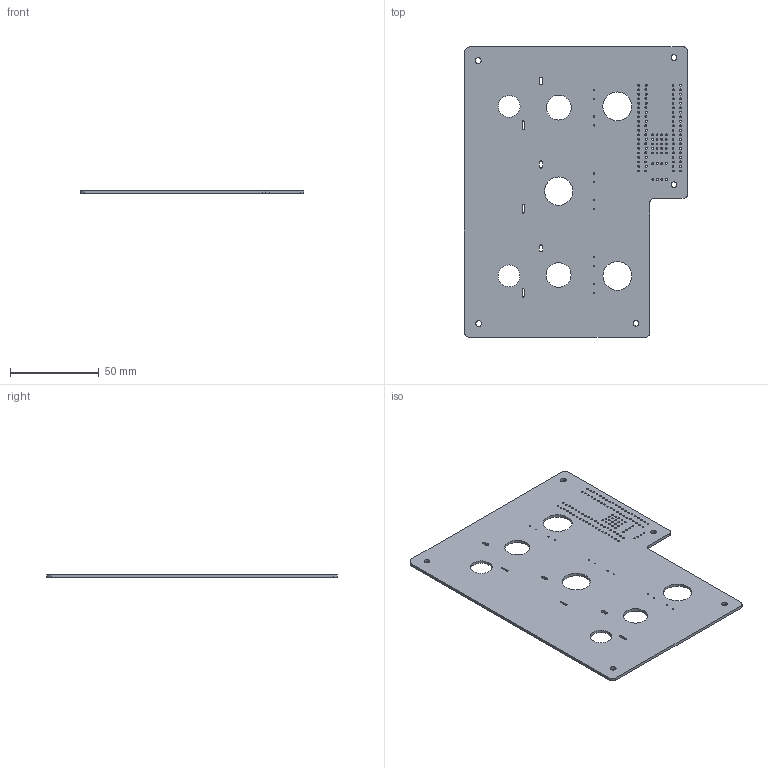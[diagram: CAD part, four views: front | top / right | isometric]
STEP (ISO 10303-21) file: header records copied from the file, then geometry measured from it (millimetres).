
FILE_DESCRIPTION(('KiCad electronic assembly'),'2;1');
FILE_NAME('isoBig.step','2022-06-27T17:06:49',('Pcbnew'),('Kicad'), 'Open CASCADE STEP processor 7.6','KiCad to STEP converter','Unknown' );
FILE_SCHEMA(('AUTOMOTIVE_DESIGN { 1 0 10303 214 1 1 1 1 }'));
Length unit declared in the file: millimetre
Products named in the file (2): isoBig 1; isoBig PCB
Assembly tree (1 placements, depth 2):
  isoBig 1
    isoBig PCB
Bounding box: 125.85 x 163.63 x 1.6 mm (x, y, z)
Volume: 28124.1 mm3; surface area: 37355.2 mm2
Topology: 1 solids, 1 shells, 170 faces, 504 edges, 336 vertices
Faces by surface type: cylinder 150, plane 20
Full cylindrical faces by diameter (mm): 0.762 x12, 1 x64, 1.016 x44, 3.25 x3, 3.252 x1, 3.3 x1, 12.301 x1, 12.303 x1, 14 x2, 15.915 x1, 16.25 x2
Entity records: 13019 total; most frequent: DIRECTION 2156, CARTESIAN_POINT 2020, ORIENTED_EDGE 1008, PCURVE 1008, DEFINITIONAL_REPRESENTATION 1008, LINE 912, VECTOR 912, CIRCLE 600
